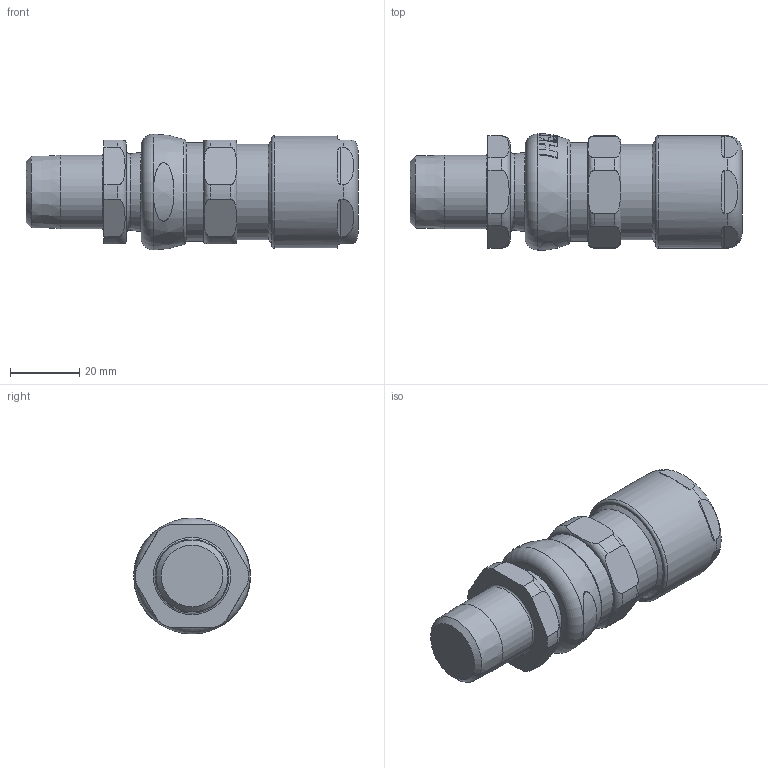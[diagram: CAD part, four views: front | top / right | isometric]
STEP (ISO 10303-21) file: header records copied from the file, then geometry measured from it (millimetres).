
FILE_DESCRIPTION(/* description */ (''),/* implementation_level */ '2;1');
FILE_NAME(/* name */ '701_X A_1_2_NPT.stp',/* time_stamp */ '2021-05-11T12:49:49+05:00',/* author */ ('vinaykumark'),/* organization */ (''),/* preprocessor_version */ 'ST-DEVELOPER v18',/* originating_system */ 'Autodesk Inventor 2020',/* authorisation */ '');
FILE_SCHEMA (('AUTOMOTIVE_DESIGN { 1 0 10303 214 3 1 1 }'));
Length unit declared in the file: inch
Products named in the file (1): 701_X A_1_2_NPT
Bounding box: 95.98 x 33.8 x 33.5 mm (x, y, z)
Volume: 84581.5 mm3; surface area: 27423.8 mm2
Topology: 9 solids, 9 shells, 711 faces, 1992 edges, 1306 vertices
Faces by surface type: plane 286, torus 158, cylinder 103, bspline 86, cone 78
Full cylindrical faces by diameter (mm): 19.37 x2, 20.7 x1, 21 x1, 21.34 x1, 22.26 x1, 23 x2, 23.26 x1, 23.5 x1, 24.5 x1, 25.32 x1, 27.7 x1, 28.5 x1, 28.55 x1, 30 x1, 32.5 x1
Entity records: 28186 total; most frequent: CARTESIAN_POINT 10445, ORIENTED_EDGE 3984, DIRECTION 3117, EDGE_CURVE 1992, VERTEX_POINT 1306, AXIS2_PLACEMENT_3D 1305, EDGE_LOOP 738, STYLED_ITEM 720
